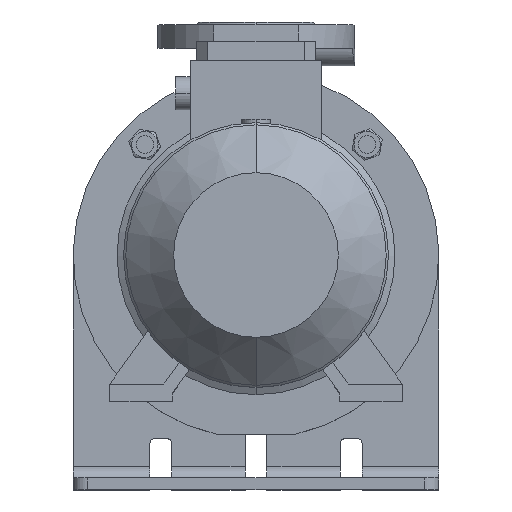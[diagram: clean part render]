
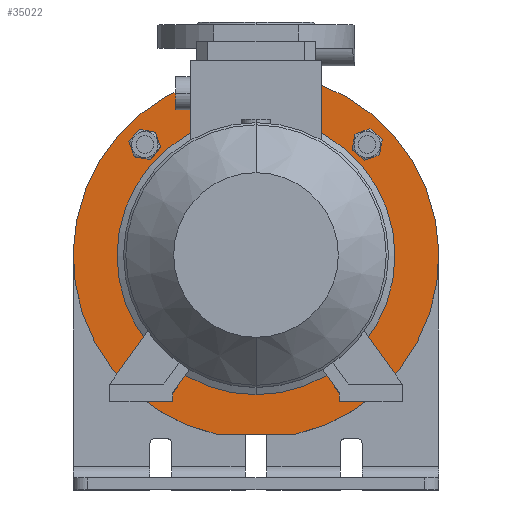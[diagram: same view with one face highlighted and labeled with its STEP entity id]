
A CAD part, top view. The second image highlights one B-rep face of the part: STEP entity #35022.
In plain terms, the highlighted planar face has unit normal (0, 0, 1).
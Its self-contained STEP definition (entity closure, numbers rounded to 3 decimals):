
#28 = DIRECTION ( 'NONE',  ( 0., 0., -1. ) ) ;
#225 = ORIENTED_EDGE ( 'NONE', *, *, #12818, .T. ) ;
#792 = ORIENTED_EDGE ( 'NONE', *, *, #39177, .F. ) ;
#1826 = ORIENTED_EDGE ( 'NONE', *, *, #15601, .T. ) ;
#2044 = CIRCLE ( 'NONE', #41949, 9.025 ) ;
#2084 = FACE_OUTER_BOUND ( 'NONE', #14403, .T. ) ;
#2502 = DIRECTION ( 'NONE',  ( 0., 1., 0. ) ) ;
#3041 = CARTESIAN_POINT ( 'NONE',  ( 67.126, -74.447, 173. ) ) ;
#4135 = CARTESIAN_POINT ( 'NONE',  ( 0., 0., 173. ) ) ;
#4374 = DIRECTION ( 'NONE',  ( 0., 0., -1. ) ) ;
#4828 = DIRECTION ( 'NONE',  ( 0., 0., 1. ) ) ;
#4874 = CARTESIAN_POINT ( 'NONE',  ( -27.221, -122., 173. ) ) ;
#5673 = EDGE_LOOP ( 'NONE', ( #54118, #28833 ) ) ;
#5751 = DIRECTION ( 'NONE',  ( 0., -1., 0. ) ) ;
#6388 = ORIENTED_EDGE ( 'NONE', *, *, #41331, .T. ) ;
#6413 = CIRCLE ( 'NONE', #34067, 9.025 ) ;
#6603 = CARTESIAN_POINT ( 'NONE',  ( -76.014, -76.014, 173. ) ) ;
#7707 = CIRCLE ( 'NONE', #14210, 95. ) ;
#8307 = CIRCLE ( 'NONE', #30902, 9.025 ) ;
#8666 = DIRECTION ( 'NONE',  ( 0., -1., 0. ) ) ;
#9389 = AXIS2_PLACEMENT_3D ( 'NONE', #6603, #50290, #10979 ) ;
#10000 = EDGE_CURVE ( 'NONE', #20595, #11987, #12138, .T. ) ;
#10437 = CARTESIAN_POINT ( 'NONE',  ( 0., -95., 173. ) ) ;
#10899 = CIRCLE ( 'NONE', #22423, 9.025 ) ;
#10960 = FACE_BOUND ( 'NONE', #31479, .T. ) ;
#10979 = DIRECTION ( 'NONE',  ( 0., -1., 0. ) ) ;
#11648 = AXIS2_PLACEMENT_3D ( 'NONE', #29467, #16898, #11751 ) ;
#11751 = DIRECTION ( 'NONE',  ( 0., 1., 0. ) ) ;
#11987 = VERTEX_POINT ( 'NONE', #25100 ) ;
#12104 = VERTEX_POINT ( 'NONE', #28210 ) ;
#12138 = LINE ( 'NONE', #48959, #50344 ) ;
#12591 = EDGE_CURVE ( 'NONE', #44164, #20968, #53964, .T. ) ;
#12818 = EDGE_CURVE ( 'NONE', #49071, #34599, #10899, .T. ) ;
#13407 = PLANE ( 'NONE',  #46968 ) ;
#14210 = AXIS2_PLACEMENT_3D ( 'NONE', #25027, #42152, #2502 ) ;
#14403 = EDGE_LOOP ( 'NONE', ( #52623, #52287, #792 ) ) ;
#14712 = EDGE_CURVE ( 'NONE', #34599, #49071, #42169, .T. ) ;
#15601 = EDGE_CURVE ( 'NONE', #27005, #36852, #47507, .T. ) ;
#15695 = DIRECTION ( 'NONE',  ( 0., -1., 0. ) ) ;
#16544 = ORIENTED_EDGE ( 'NONE', *, *, #47511, .F. ) ;
#16898 = DIRECTION ( 'NONE',  ( 0., 0., -1. ) ) ;
#17409 = CARTESIAN_POINT ( 'NONE',  ( 76.014, 76.014, 173. ) ) ;
#17445 = EDGE_LOOP ( 'NONE', ( #42744, #1826 ) ) ;
#17578 = CARTESIAN_POINT ( 'NONE',  ( 0., 125., 173. ) ) ;
#18641 = ORIENTED_EDGE ( 'NONE', *, *, #41886, .T. ) ;
#18904 = CARTESIAN_POINT ( 'NONE',  ( 0., 125., 173. ) ) ;
#19663 = ORIENTED_EDGE ( 'NONE', *, *, #12591, .F. ) ;
#19999 = EDGE_LOOP ( 'NONE', ( #18641, #6388 ) ) ;
#20174 = AXIS2_PLACEMENT_3D ( 'NONE', #30773, #35142, #35336 ) ;
#20595 = VERTEX_POINT ( 'NONE', #4874 ) ;
#20611 = DIRECTION ( 'NONE',  ( 0., -1., 0. ) ) ;
#20968 = VERTEX_POINT ( 'NONE', #55324 ) ;
#21173 = FACE_BOUND ( 'NONE', #17445, .T. ) ;
#21740 = VERTEX_POINT ( 'NONE', #32421 ) ;
#21887 = FACE_BOUND ( 'NONE', #19999, .T. ) ;
#22029 = CIRCLE ( 'NONE', #29657, 125. ) ;
#22423 = AXIS2_PLACEMENT_3D ( 'NONE', #39121, #28, #52465 ) ;
#23902 = CARTESIAN_POINT ( 'NONE',  ( 76.014, -76.014, 173. ) ) ;
#23949 = FACE_BOUND ( 'NONE', #5673, .T. ) ;
#24272 = CARTESIAN_POINT ( 'NONE',  ( -77.581, -84.902, 173. ) ) ;
#25027 = CARTESIAN_POINT ( 'NONE',  ( 0., 0., 173. ) ) ;
#25100 = CARTESIAN_POINT ( 'NONE',  ( 27.221, -122., 173. ) ) ;
#26526 = VERTEX_POINT ( 'NONE', #18904 ) ;
#27005 = VERTEX_POINT ( 'NONE', #10437 ) ;
#28210 = CARTESIAN_POINT ( 'NONE',  ( 77.581, 84.902, 173. ) ) ;
#28530 = CIRCLE ( 'NONE', #54704, 9.025 ) ;
#28833 = ORIENTED_EDGE ( 'NONE', *, *, #33932, .F. ) ;
#29467 = CARTESIAN_POINT ( 'NONE',  ( 0., 0., 173. ) ) ;
#29657 = AXIS2_PLACEMENT_3D ( 'NONE', #49387, #4374, #53780 ) ;
#30773 = CARTESIAN_POINT ( 'NONE',  ( 76.014, 76.014, 173. ) ) ;
#30830 = AXIS2_PLACEMENT_3D ( 'NONE', #23902, #41975, #15695 ) ;
#30902 = AXIS2_PLACEMENT_3D ( 'NONE', #43328, #48318, #52322 ) ;
#31479 = EDGE_LOOP ( 'NONE', ( #44193, #225 ) ) ;
#32128 = FACE_BOUND ( 'NONE', #50354, .T. ) ;
#32360 = CARTESIAN_POINT ( 'NONE',  ( -76.014, 76.014, 173. ) ) ;
#32421 = CARTESIAN_POINT ( 'NONE',  ( -84.902, 77.581, 173. ) ) ;
#33932 = EDGE_CURVE ( 'NONE', #12104, #41974, #6413, .T. ) ;
#34067 = AXIS2_PLACEMENT_3D ( 'NONE', #17409, #4828, #8666 ) ;
#34599 = VERTEX_POINT ( 'NONE', #49559 ) ;
#34987 = DIRECTION ( 'NONE',  ( 0., 0., -1. ) ) ;
#35022 = ADVANCED_FACE ( 'NONE', ( #10960, #21887, #32128, #23949, #2084, #21173 ), #13407, .T. ) ;
#35142 = DIRECTION ( 'NONE',  ( 0., 0., 1. ) ) ;
#35336 = DIRECTION ( 'NONE',  ( 0., -1., 0. ) ) ;
#36656 = CARTESIAN_POINT ( 'NONE',  ( -67.126, 74.447, 173. ) ) ;
#36852 = VERTEX_POINT ( 'NONE', #42141 ) ;
#36947 = CARTESIAN_POINT ( 'NONE',  ( 74.447, 67.126, 173. ) ) ;
#37626 = DIRECTION ( 'NONE',  ( 0., 0., 1. ) ) ;
#39040 = DIRECTION ( 'NONE',  ( 0., 1., 0. ) ) ;
#39121 = CARTESIAN_POINT ( 'NONE',  ( -76.014, -76.014, 173. ) ) ;
#39177 = EDGE_CURVE ( 'NONE', #20595, #26526, #22029, .T. ) ;
#40399 = DIRECTION ( 'NONE',  ( 0., 0., -1. ) ) ;
#41331 = EDGE_CURVE ( 'NONE', #21740, #41547, #8307, .T. ) ;
#41547 = VERTEX_POINT ( 'NONE', #36656 ) ;
#41886 = EDGE_CURVE ( 'NONE', #41547, #21740, #2044, .T. ) ;
#41949 = AXIS2_PLACEMENT_3D ( 'NONE', #32360, #40399, #44785 ) ;
#41974 = VERTEX_POINT ( 'NONE', #36947 ) ;
#41975 = DIRECTION ( 'NONE',  ( 0., 0., 1. ) ) ;
#42060 = EDGE_CURVE ( 'NONE', #26526, #11987, #42320, .T. ) ;
#42141 = CARTESIAN_POINT ( 'NONE',  ( 0., 95., 173. ) ) ;
#42152 = DIRECTION ( 'NONE',  ( 0., 0., -1. ) ) ;
#42169 = CIRCLE ( 'NONE', #9389, 9.025 ) ;
#42320 = CIRCLE ( 'NONE', #11648, 125. ) ;
#42744 = ORIENTED_EDGE ( 'NONE', *, *, #49032, .T. ) ;
#43328 = CARTESIAN_POINT ( 'NONE',  ( -76.014, 76.014, 173. ) ) ;
#44164 = VERTEX_POINT ( 'NONE', #3041 ) ;
#44193 = ORIENTED_EDGE ( 'NONE', *, *, #14712, .T. ) ;
#44785 = DIRECTION ( 'NONE',  ( 0., -1., 0. ) ) ;
#46766 = CARTESIAN_POINT ( 'NONE',  ( 76.014, -76.014, 173. ) ) ;
#46968 = AXIS2_PLACEMENT_3D ( 'NONE', #17578, #52500, #5751 ) ;
#47507 = CIRCLE ( 'NONE', #51979, 95. ) ;
#47511 = EDGE_CURVE ( 'NONE', #20968, #44164, #28530, .T. ) ;
#48318 = DIRECTION ( 'NONE',  ( 0., 0., -1. ) ) ;
#48959 = CARTESIAN_POINT ( 'NONE',  ( -125., -122., 173. ) ) ;
#49032 = EDGE_CURVE ( 'NONE', #36852, #27005, #7707, .T. ) ;
#49071 = VERTEX_POINT ( 'NONE', #24272 ) ;
#49140 = DIRECTION ( 'NONE',  ( 1., 0., 0. ) ) ;
#49387 = CARTESIAN_POINT ( 'NONE',  ( 0., 0., 173. ) ) ;
#49559 = CARTESIAN_POINT ( 'NONE',  ( -74.447, -67.126, 173. ) ) ;
#50290 = DIRECTION ( 'NONE',  ( 0., 0., -1. ) ) ;
#50344 = VECTOR ( 'NONE', #49140, 1000. ) ;
#50354 = EDGE_LOOP ( 'NONE', ( #19663, #16544 ) ) ;
#51793 = EDGE_CURVE ( 'NONE', #41974, #12104, #53771, .T. ) ;
#51979 = AXIS2_PLACEMENT_3D ( 'NONE', #4135, #34987, #39040 ) ;
#52287 = ORIENTED_EDGE ( 'NONE', *, *, #42060, .F. ) ;
#52322 = DIRECTION ( 'NONE',  ( 0., -1., 0. ) ) ;
#52465 = DIRECTION ( 'NONE',  ( 0., -1., 0. ) ) ;
#52500 = DIRECTION ( 'NONE',  ( 0., 0., 1. ) ) ;
#52623 = ORIENTED_EDGE ( 'NONE', *, *, #10000, .T. ) ;
#53771 = CIRCLE ( 'NONE', #20174, 9.025 ) ;
#53780 = DIRECTION ( 'NONE',  ( 0., 1., 0. ) ) ;
#53964 = CIRCLE ( 'NONE', #30830, 9.025 ) ;
#54118 = ORIENTED_EDGE ( 'NONE', *, *, #51793, .F. ) ;
#54704 = AXIS2_PLACEMENT_3D ( 'NONE', #46766, #37626, #20611 ) ;
#55324 = CARTESIAN_POINT ( 'NONE',  ( 84.902, -77.581, 173. ) ) ;
